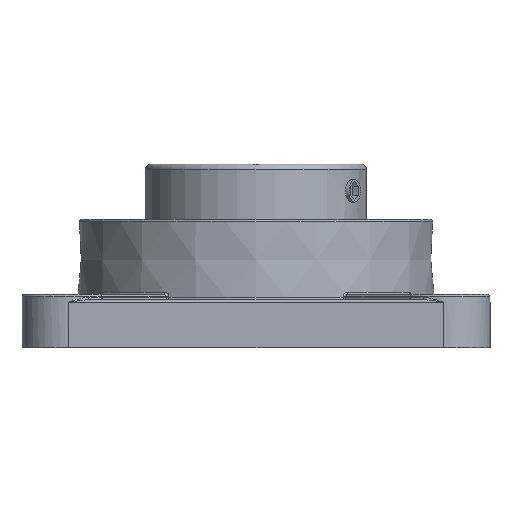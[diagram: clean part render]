
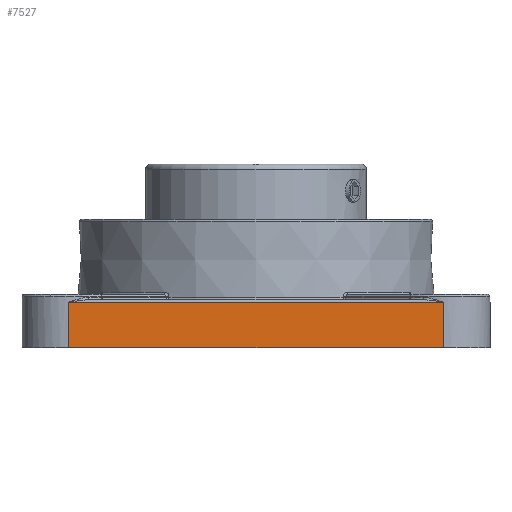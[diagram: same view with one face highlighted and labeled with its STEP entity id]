
A CAD part, front view. The second image highlights one B-rep face of the part: STEP entity #7527.
In plain terms, the highlighted planar face has unit normal (0, -1, 0).
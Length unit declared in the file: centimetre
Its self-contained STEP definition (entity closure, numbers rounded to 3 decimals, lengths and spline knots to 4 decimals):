
#2315=CARTESIAN_POINT('',(-7.0038,-8.75,1.7111));
#2316=VERTEX_POINT('',#2315);
#2541=CARTESIAN_POINT('',(7.0038,-8.75,1.7111));
#2542=VERTEX_POINT('',#2541);
#2543=CARTESIAN_POINT('',(-7.2793,-8.75,1.7111));
#2544=DIRECTION('',(1.,0.,-0.));
#2545=VECTOR('',#2544,14.5587);
#2546=LINE('',#2543,#2545);
#2547=EDGE_CURVE('',#2316,#2542,#2546,.T.);
#3756=CARTESIAN_POINT('',(7.0038,-8.75,0.));
#3757=VERTEX_POINT('',#3756);
#3758=CARTESIAN_POINT('',(7.0038,-8.75,-12345.));
#3759=DIRECTION('',(0.,0.,1.));
#3760=VECTOR('',#3759,24690.);
#3761=LINE('',#3758,#3760);
#3762=EDGE_CURVE('',#3757,#2542,#3761,.T.);
#4006=CARTESIAN_POINT('',(-7.0038,-8.75,0.));
#4007=VERTEX_POINT('',#4006);
#4008=CARTESIAN_POINT('',(12352.0038,-8.75,0.));
#4009=DIRECTION('',(-1.,0.,0.));
#4010=VECTOR('',#4009,24690.);
#4011=LINE('',#4008,#4010);
#4012=EDGE_CURVE('',#3757,#4007,#4011,.T.);
#7213=CARTESIAN_POINT('',(-7.0038,-8.75,-12345.));
#7214=DIRECTION('',(0.,0.,1.));
#7215=VECTOR('',#7214,24690.);
#7216=LINE('',#7213,#7215);
#7217=EDGE_CURVE('',#4007,#2316,#7216,.T.);
#7516=CARTESIAN_POINT('',(0.,-8.75,0.));
#7517=DIRECTION('',(0.,-1.,0.));
#7518=DIRECTION('',(1.,0.,0.));
#7519=AXIS2_PLACEMENT_3D('',#7516,#7517,#7518);
#7520=PLANE('',#7519);
#7521=ORIENTED_EDGE('',*,*,#2547,.F.);
#7522=ORIENTED_EDGE('',*,*,#7217,.F.);
#7523=ORIENTED_EDGE('',*,*,#4012,.F.);
#7524=ORIENTED_EDGE('',*,*,#3762,.T.);
#7525=EDGE_LOOP('',(#7521,#7522,#7523,#7524));
#7526=FACE_BOUND('',#7525,.T.);
#7527=ADVANCED_FACE('',(#7526),#7520,.T.);
